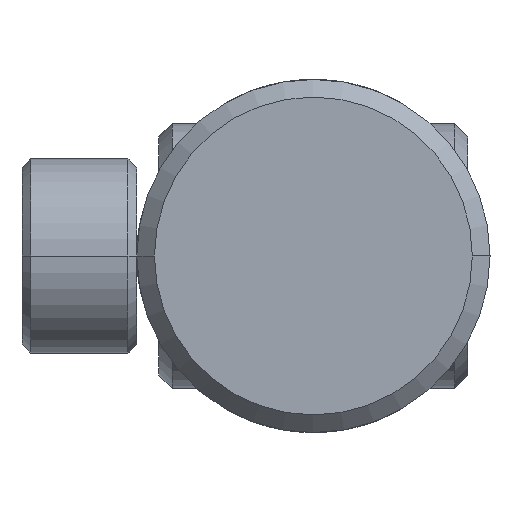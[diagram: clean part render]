
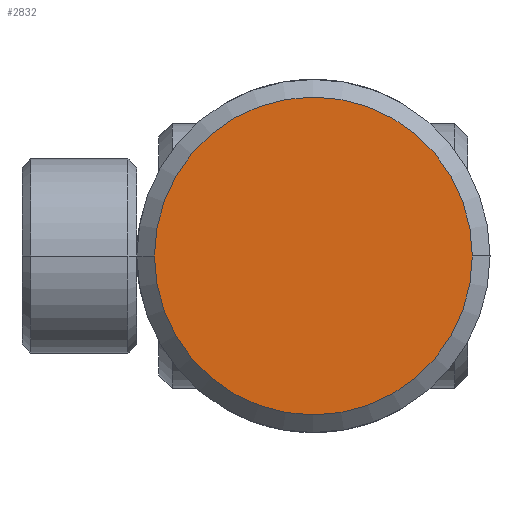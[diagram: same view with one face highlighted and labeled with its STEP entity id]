
A CAD part, left-side view. The second image highlights one B-rep face of the part: STEP entity #2832.
In plain terms, the highlighted planar face has unit normal (-1, 0, 0).
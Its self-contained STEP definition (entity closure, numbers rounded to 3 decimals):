
#17 = DIRECTION ( 'NONE',  ( 0., 1., 0. ) ) ;
#163 = DIRECTION ( 'NONE',  ( -1., 0., 0. ) ) ;
#436 = CARTESIAN_POINT ( 'NONE',  ( 0., 18., 0. ) ) ;
#851 = AXIS2_PLACEMENT_3D ( 'NONE', #1155, #1160, #1164 ) ;
#958 = VERTEX_POINT ( 'NONE', #1127 ) ;
#1127 = CARTESIAN_POINT ( 'NONE',  ( 0., -18., 0. ) ) ;
#1155 = CARTESIAN_POINT ( 'NONE',  ( 0., 0., 0. ) ) ;
#1160 = DIRECTION ( 'NONE',  ( 1., 0., 0. ) ) ;
#1164 = DIRECTION ( 'NONE',  ( 0., 1., 0. ) ) ;
#1333 = DIRECTION ( 'NONE',  ( 1., 0., 0. ) ) ;
#1418 = CIRCLE ( 'NONE', #3486, 18. ) ;
#1516 = EDGE_CURVE ( 'NONE', #958, #3300, #2728, .T. ) ;
#1795 = CARTESIAN_POINT ( 'NONE',  ( 0., 0., 0. ) ) ;
#2211 = EDGE_LOOP ( 'NONE', ( #2616, #2519 ) ) ;
#2367 = EDGE_CURVE ( 'NONE', #3300, #958, #1418, .T. ) ;
#2519 = ORIENTED_EDGE ( 'NONE', *, *, #1516, .F. ) ;
#2616 = ORIENTED_EDGE ( 'NONE', *, *, #2367, .F. ) ;
#2728 = CIRCLE ( 'NONE', #851, 18. ) ;
#2832 = ADVANCED_FACE ( 'NONE', ( #3230 ), #3028, .T. ) ;
#3028 = PLANE ( 'NONE',  #3409 ) ;
#3230 = FACE_OUTER_BOUND ( 'NONE', #2211, .T. ) ;
#3300 = VERTEX_POINT ( 'NONE', #436 ) ;
#3409 = AXIS2_PLACEMENT_3D ( 'NONE', #1795, #163, #3894 ) ;
#3486 = AXIS2_PLACEMENT_3D ( 'NONE', #3537, #1333, #17 ) ;
#3537 = CARTESIAN_POINT ( 'NONE',  ( 0., 0., 0. ) ) ;
#3894 = DIRECTION ( 'NONE',  ( 0., -1., 0. ) ) ;
